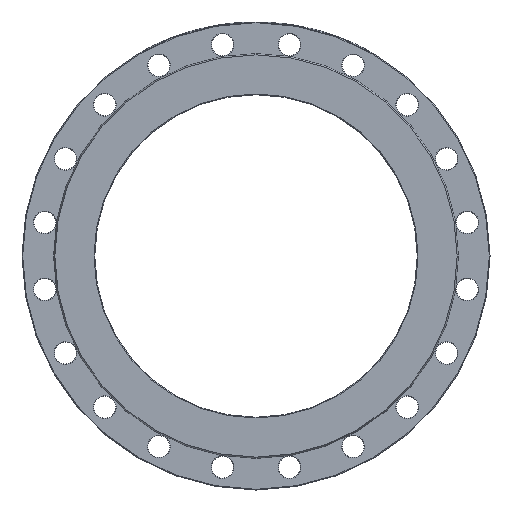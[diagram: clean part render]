
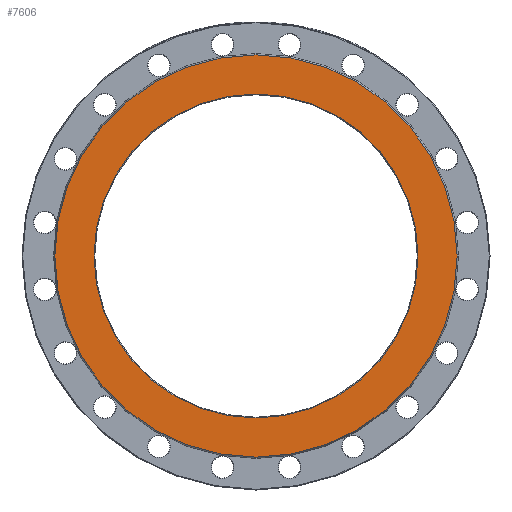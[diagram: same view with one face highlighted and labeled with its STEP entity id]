
A CAD part, left-side view. The second image highlights one B-rep face of the part: STEP entity #7606.
In plain terms, the highlighted planar face has unit normal (-1, 0, 0).
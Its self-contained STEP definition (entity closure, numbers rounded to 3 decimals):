
#32 = DIRECTION ( 'NONE',  ( -1., 0., 0. ) ) ;
#435 = AXIS2_PLACEMENT_3D ( 'NONE', #700, #32, #5574 ) ;
#700 = CARTESIAN_POINT ( 'NONE',  ( 0., 0., 0. ) ) ;
#706 = CARTESIAN_POINT ( 'NONE',  ( 0., 0., 0. ) ) ;
#1590 = AXIS2_PLACEMENT_3D ( 'NONE', #706, #3974, #3775 ) ;
#1906 = CARTESIAN_POINT ( 'NONE',  ( 0., 0., 275. ) ) ;
#2372 = CARTESIAN_POINT ( 'NONE',  ( 0., 220.5, 0. ) ) ;
#2474 = FACE_OUTER_BOUND ( 'NONE', #7627, .T. ) ;
#2759 = ORIENTED_EDGE ( 'NONE', *, *, #7934, .T. ) ;
#3130 = EDGE_LOOP ( 'NONE', ( #8630 ) ) ;
#3584 = CIRCLE ( 'NONE', #435, 275. ) ;
#3775 = DIRECTION ( 'NONE',  ( 0., 0., -1. ) ) ;
#3883 = DIRECTION ( 'NONE',  ( 0., 0., -1. ) ) ;
#3974 = DIRECTION ( 'NONE',  ( 1., 0., 0. ) ) ;
#4734 = CIRCLE ( 'NONE', #1590, 221.5 ) ;
#4796 = EDGE_CURVE ( 'NONE', #5021, #5021, #4734, .T. ) ;
#5021 = VERTEX_POINT ( 'NONE', #9802 ) ;
#5574 = DIRECTION ( 'NONE',  ( 0., 0., 1. ) ) ;
#5591 = FACE_BOUND ( 'NONE', #3130, .T. ) ;
#5640 = PLANE ( 'NONE',  #9250 ) ;
#7606 = ADVANCED_FACE ( 'NONE', ( #5591, #2474 ), #5640, .F. ) ;
#7627 = EDGE_LOOP ( 'NONE', ( #2759 ) ) ;
#7934 = EDGE_CURVE ( 'NONE', #9040, #9040, #3584, .T. ) ;
#8630 = ORIENTED_EDGE ( 'NONE', *, *, #4796, .T. ) ;
#8832 = DIRECTION ( 'NONE',  ( 1., 0., 0. ) ) ;
#9040 = VERTEX_POINT ( 'NONE', #1906 ) ;
#9250 = AXIS2_PLACEMENT_3D ( 'NONE', #2372, #8832, #3883 ) ;
#9802 = CARTESIAN_POINT ( 'NONE',  ( 0., 0., -221.5 ) ) ;
